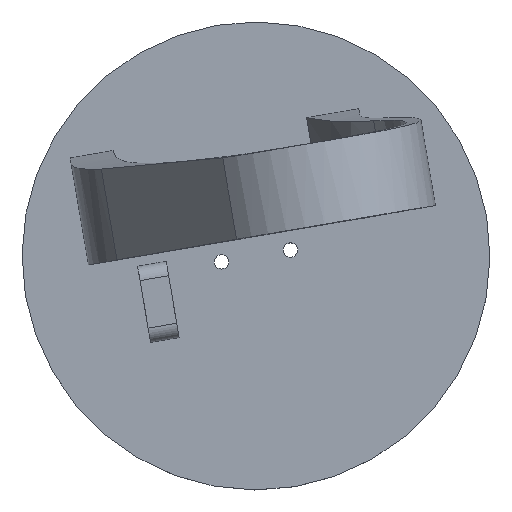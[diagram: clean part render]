
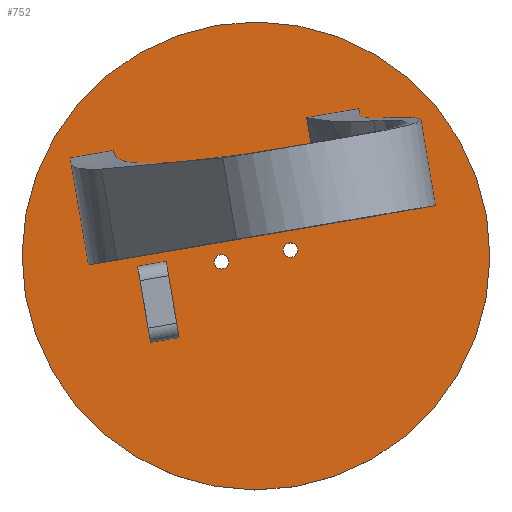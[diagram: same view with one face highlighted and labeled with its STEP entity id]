
A CAD part, top view. The second image highlights one B-rep face of the part: STEP entity #752.
In plain terms, the highlighted planar face has unit normal (0, 0, 1).
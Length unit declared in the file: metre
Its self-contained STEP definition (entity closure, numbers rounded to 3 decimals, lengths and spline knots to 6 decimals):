
#61=PLANE('',#832);
#62=LINE('',#1103,#120);
#63=LINE('',#1151,#121);
#84=LINE('',#1204,#142);
#86=LINE('',#1208,#144);
#88=LINE('',#1212,#146);
#89=LINE('',#1214,#147);
#90=LINE('',#1223,#148);
#92=LINE('',#1238,#150);
#96=LINE('',#1251,#154);
#116=LINE('',#1316,#174);
#118=LINE('',#1319,#176);
#119=LINE('',#1334,#177);
#120=VECTOR('',#849,1.);
#121=VECTOR('',#850,1.);
#142=VECTOR('',#897,1.);
#144=VECTOR('',#901,1.);
#146=VECTOR('',#905,1.);
#147=VECTOR('',#908,1.);
#148=VECTOR('',#909,1.);
#150=VECTOR('',#911,1.);
#154=VECTOR('',#917,1.);
#174=VECTOR('',#987,1.);
#176=VECTOR('',#991,1.);
#177=VECTOR('',#1010,1.);
#203=CIRCLE('',#833,0.0015);
#204=CIRCLE('',#834,0.0015);
#205=CIRCLE('',#835,0.0485);
#365=ORIENTED_EDGE('',*,*,#438,.F.);
#366=ORIENTED_EDGE('',*,*,#439,.F.);
#367=ORIENTED_EDGE('',*,*,#434,.F.);
#368=ORIENTED_EDGE('',*,*,#436,.F.);
#369=ORIENTED_EDGE('',*,*,#491,.T.);
#370=ORIENTED_EDGE('',*,*,#492,.T.);
#371=ORIENTED_EDGE('',*,*,#493,.T.);
#372=ORIENTED_EDGE('',*,*,#480,.F.);
#373=ORIENTED_EDGE('',*,*,#408,.F.);
#374=ORIENTED_EDGE('',*,*,#440,.T.);
#375=ORIENTED_EDGE('',*,*,#486,.T.);
#376=ORIENTED_EDGE('',*,*,#443,.F.);
#377=ORIENTED_EDGE('',*,*,#403,.F.);
#378=ORIENTED_EDGE('',*,*,#448,.F.);
#379=ORIENTED_EDGE('',*,*,#478,.F.);
#403=EDGE_CURVE('',#499,#500,#62,.T.);
#408=EDGE_CURVE('',#504,#505,#63,.T.);
#434=EDGE_CURVE('',#523,#522,#84,.T.);
#436=EDGE_CURVE('',#524,#523,#86,.T.);
#438=EDGE_CURVE('',#525,#524,#88,.T.);
#439=EDGE_CURVE('',#522,#525,#89,.T.);
#440=EDGE_CURVE('',#504,#526,#90,.T.);
#443=EDGE_CURVE('',#500,#528,#92,.T.);
#448=EDGE_CURVE('',#531,#499,#96,.T.);
#478=EDGE_CURVE('',#551,#531,#116,.T.);
#480=EDGE_CURVE('',#505,#551,#118,.T.);
#486=EDGE_CURVE('',#526,#528,#119,.T.);
#491=EDGE_CURVE('',#561,#561,#203,.T.);
#492=EDGE_CURVE('',#562,#562,#204,.T.);
#493=EDGE_CURVE('',#563,#563,#205,.T.);
#499=VERTEX_POINT('',#1102);
#500=VERTEX_POINT('',#1104);
#504=VERTEX_POINT('',#1150);
#505=VERTEX_POINT('',#1152);
#522=VERTEX_POINT('',#1201);
#523=VERTEX_POINT('',#1203);
#524=VERTEX_POINT('',#1207);
#525=VERTEX_POINT('',#1211);
#526=VERTEX_POINT('',#1224);
#528=VERTEX_POINT('',#1239);
#531=VERTEX_POINT('',#1250);
#551=VERTEX_POINT('',#1315);
#561=VERTEX_POINT('',#1345);
#562=VERTEX_POINT('',#1347);
#563=VERTEX_POINT('',#1349);
#621=EDGE_LOOP('',(#365,#366,#367,#368));
#622=EDGE_LOOP('',(#369));
#623=EDGE_LOOP('',(#370));
#624=EDGE_LOOP('',(#371));
#625=EDGE_LOOP('',(#372,#373,#374,#375,#376,#377,#378,#379));
#691=FACE_BOUND('',#621,.T.);
#692=FACE_BOUND('',#622,.T.);
#693=FACE_BOUND('',#623,.T.);
#694=FACE_BOUND('',#624,.T.);
#695=FACE_BOUND('',#625,.T.);
#752=ADVANCED_FACE('',(#691,#692,#693,#694,#695),#61,.T.);
#832=AXIS2_PLACEMENT_3D('',#1343,#1019,#1020);
#833=AXIS2_PLACEMENT_3D('',#1344,#1021,#1022);
#834=AXIS2_PLACEMENT_3D('',#1346,#1023,#1024);
#835=AXIS2_PLACEMENT_3D('',#1348,#1025,#1026);
#849=DIRECTION('',(-0.986,-0.168,0.));
#850=DIRECTION('',(-0.986,-0.168,0.));
#897=DIRECTION('',(-0.168,0.986,0.));
#901=DIRECTION('',(0.986,0.168,0.));
#905=DIRECTION('',(0.168,-0.986,0.));
#908=DIRECTION('',(-0.986,-0.168,0.));
#909=DIRECTION('',(0.168,-0.986,0.));
#911=DIRECTION('',(0.168,-0.986,0.));
#917=DIRECTION('',(-0.168,0.986,0.));
#987=DIRECTION('',(0.986,0.168,0.));
#991=DIRECTION('',(0.168,-0.986,0.));
#1010=DIRECTION('',(0.986,0.168,0.));
#1019=DIRECTION('',(0.,0.,1.));
#1020=DIRECTION('',(-0.986,-0.168,0.));
#1021=DIRECTION('',(0.,0.,-1.));
#1022=DIRECTION('',(0.986,0.168,0.));
#1023=DIRECTION('',(0.,0.,-1.));
#1024=DIRECTION('',(0.986,0.168,0.));
#1025=DIRECTION('',(0.,0.,1.));
#1026=DIRECTION('',(-0.986,-0.168,0.));
#1102=CARTESIAN_POINT('',(0.062088,-0.062368,0.097108));
#1103=CARTESIAN_POINT('',(0.08414,-0.058611,0.097108));
#1104=CARTESIAN_POINT('',(0.051244,-0.064215,0.097108));
#1150=CARTESIAN_POINT('',(0.011142,-0.071047,0.097108));
#1151=CARTESIAN_POINT('',(0.08414,-0.058611,0.097108));
#1152=CARTESIAN_POINT('',(0.00227,-0.072558,0.097108));
#1201=CARTESIAN_POINT('',(0.022157,-0.094023,0.097108));
#1203=CARTESIAN_POINT('',(0.024844,-0.109796,0.097108));
#1204=CARTESIAN_POINT('',(0.022157,-0.094023,0.097108));
#1207=CARTESIAN_POINT('',(0.018929,-0.110803,0.097108));
#1208=CARTESIAN_POINT('',(0.024844,-0.109796,0.097108));
#1211=CARTESIAN_POINT('',(0.016242,-0.095031,0.097108));
#1212=CARTESIAN_POINT('',(0.016242,-0.095031,0.097108));
#1214=CARTESIAN_POINT('',(0.022157,-0.094023,0.097108));
#1223=CARTESIAN_POINT('',(0.003684,-0.027266,0.097108));
#1224=CARTESIAN_POINT('',(0.01257,-0.079426,0.097108));
#1238=CARTESIAN_POINT('',(0.043786,-0.020434,0.097108));
#1239=CARTESIAN_POINT('',(0.052672,-0.072594,0.097108));
#1250=CARTESIAN_POINT('',(0.065866,-0.084548,0.097108));
#1251=CARTESIAN_POINT('',(0.081814,-0.178164,0.097108));
#1315=CARTESIAN_POINT('',(0.006049,-0.094738,0.097108));
#1316=CARTESIAN_POINT('',(0.040108,-0.088936,0.097108));
#1319=CARTESIAN_POINT('',(0.003697,-0.080937,0.097108));
#1334=CARTESIAN_POINT('',(0.037756,-0.075135,0.097108));
#1343=CARTESIAN_POINT('',(0.040779,-0.09288,0.097108));
#1344=CARTESIAN_POINT('',(0.047926,-0.091662,0.097108));
#1345=CARTESIAN_POINT('',(0.049405,-0.09141,0.097108));
#1346=CARTESIAN_POINT('',(0.033632,-0.094097,0.097108));
#1347=CARTESIAN_POINT('',(0.035111,-0.093845,0.097108));
#1348=CARTESIAN_POINT('',(0.040779,-0.09288,0.097108));
#1349=CARTESIAN_POINT('',(-0.007032,-0.101024,0.097108));
